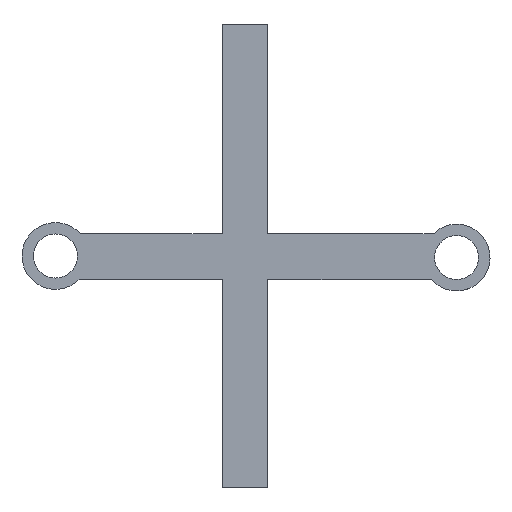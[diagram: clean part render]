
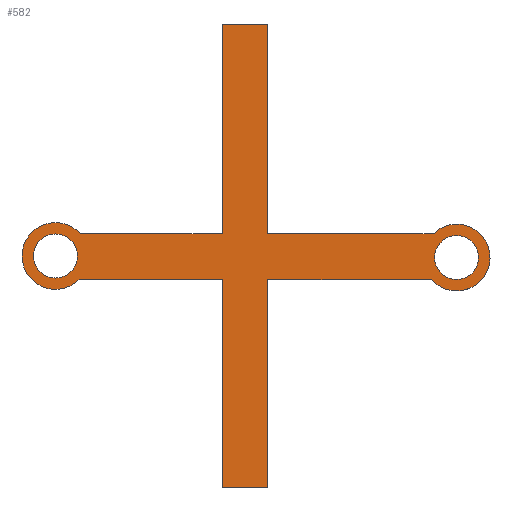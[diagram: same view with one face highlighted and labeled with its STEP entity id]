
A CAD part, top view. The second image highlights one B-rep face of the part: STEP entity #582.
In plain terms, the highlighted planar face has unit normal (0, 0, 1).
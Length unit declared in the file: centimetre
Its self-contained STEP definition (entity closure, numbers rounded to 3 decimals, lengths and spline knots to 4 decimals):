
#4 = CARTESIAN_POINT ( 'NONE',  ( 0.2679, -0.2679, 0.25 ) ) ;
#8 = DIRECTION ( 'NONE',  ( 1., 0., 0. ) ) ;
#14 = VERTEX_POINT ( 'NONE', #170 ) ;
#20 = CARTESIAN_POINT ( 'NONE',  ( 1.892, 2.6302, 0.25 ) ) ;
#21 = VERTEX_POINT ( 'NONE', #224 ) ;
#27 = ORIENTED_EDGE ( 'NONE', *, *, #418, .T. ) ;
#28 = CARTESIAN_POINT ( 'NONE',  ( -0.25, 0., 0.25 ) ) ;
#31 = DIRECTION ( 'NONE',  ( 0., 0., 1. ) ) ;
#38 = CARTESIAN_POINT ( 'NONE',  ( 4.2847, 0.25, 0.25 ) ) ;
#48 = EDGE_LOOP ( 'NONE', ( #649, #570, #671, #27, #98, #280, #214, #515, #310, #540, #374, #635, #503 ) ) ;
#53 = CARTESIAN_POINT ( 'NONE',  ( 4.8026, -0.0179, 0.25 ) ) ;
#65 = CARTESIAN_POINT ( 'NONE',  ( 2.4094, 2.6302, 0.25 ) ) ;
#66 = DIRECTION ( 'NONE',  ( 0., -1., 0. ) ) ;
#67 = VERTEX_POINT ( 'NONE', #509 ) ;
#72 = CARTESIAN_POINT ( 'NONE',  ( 1.892, 2.6302, 0.25 ) ) ;
#73 = CARTESIAN_POINT ( 'NONE',  ( 2.4094, 2.6302, 0.25 ) ) ;
#80 = CARTESIAN_POINT ( 'NONE',  ( 1.892, 2.6302, 0.25 ) ) ;
#83 = CARTESIAN_POINT ( 'NONE',  ( 0., 0., 0.25 ) ) ;
#85 = VERTEX_POINT ( 'NONE', #28 ) ;
#93 = EDGE_CURVE ( 'NONE', #428, #14, #619, .T. ) ;
#98 = ORIENTED_EDGE ( 'NONE', *, *, #413, .T. ) ;
#100 = VECTOR ( 'NONE', #8, 100. ) ;
#101 = CIRCLE ( 'NONE', #152, 0.25 ) ;
#103 = CARTESIAN_POINT ( 'NONE',  ( 1.892, 0.25, 0.25 ) ) ;
#104 = CIRCLE ( 'NONE', #439, 0.25 ) ;
#110 = DIRECTION ( 'NONE',  ( 0., 0., 1. ) ) ;
#111 = DIRECTION ( 'NONE',  ( 0., 1., 0. ) ) ;
#114 = DIRECTION ( 'NONE',  ( 1., 0., 0. ) ) ;
#115 = CARTESIAN_POINT ( 'NONE',  ( 4.2679, -0.2679, 0.25 ) ) ;
#116 = CARTESIAN_POINT ( 'NONE',  ( 0., 0., 0.25 ) ) ;
#119 = DIRECTION ( 'NONE',  ( 0., 1., 0. ) ) ;
#121 = CARTESIAN_POINT ( 'NONE',  ( 0., 0., 0.25 ) ) ;
#123 = DIRECTION ( 'NONE',  ( 1., 0., 0. ) ) ;
#124 = DIRECTION ( 'NONE',  ( 0., 0., 1. ) ) ;
#127 = FACE_BOUND ( 'NONE', #457, .T. ) ;
#131 = CIRCLE ( 'NONE', #211, 0.3789 ) ;
#132 = CARTESIAN_POINT ( 'NONE',  ( 0.2847, 0.25, 0.25 ) ) ;
#133 = EDGE_CURVE ( 'NONE', #21, #67, #336, .T. ) ;
#142 = VERTEX_POINT ( 'NONE', #451 ) ;
#147 = AXIS2_PLACEMENT_3D ( 'NONE', #297, #399, #123 ) ;
#150 = CARTESIAN_POINT ( 'NONE',  ( 4.5526, -0.0179, 0.25 ) ) ;
#151 = CIRCLE ( 'NONE', #288, 0.25 ) ;
#152 = AXIS2_PLACEMENT_3D ( 'NONE', #121, #335, #553 ) ;
#157 = EDGE_CURVE ( 'NONE', #67, #529, #658, .T. ) ;
#164 = LINE ( 'NONE', #73, #199 ) ;
#165 = CARTESIAN_POINT ( 'NONE',  ( 1.892, 2.6302, 0.25 ) ) ;
#166 = CARTESIAN_POINT ( 'NONE',  ( 1.892, -2.6302, 0.25 ) ) ;
#169 = DIRECTION ( 'NONE',  ( 1., 0., 0. ) ) ;
#170 = CARTESIAN_POINT ( 'NONE',  ( 0.2847, 0.25, 0.25 ) ) ;
#172 = CARTESIAN_POINT ( 'NONE',  ( 0.2847, 0.25, 0.25 ) ) ;
#176 = ORIENTED_EDGE ( 'NONE', *, *, #568, .F. ) ;
#187 = EDGE_CURVE ( 'NONE', #406, #654, #580, .T. ) ;
#190 = FACE_BOUND ( 'NONE', #386, .T. ) ;
#199 = VECTOR ( 'NONE', #119, 100. ) ;
#200 = AXIS2_PLACEMENT_3D ( 'NONE', #83, #31, #240 ) ;
#204 = VERTEX_POINT ( 'NONE', #115 ) ;
#205 = EDGE_CURVE ( 'NONE', #625, #428, #597, .T. ) ;
#208 = ORIENTED_EDGE ( 'NONE', *, *, #417, .F. ) ;
#211 = AXIS2_PLACEMENT_3D ( 'NONE', #150, #110, #169 ) ;
#214 = ORIENTED_EDGE ( 'NONE', *, *, #613, .T. ) ;
#224 = CARTESIAN_POINT ( 'NONE',  ( 1.892, -0.2679, 0.25 ) ) ;
#234 = VECTOR ( 'NONE', #602, 100. ) ;
#240 = DIRECTION ( 'NONE',  ( 1., 0., 0. ) ) ;
#247 = ORIENTED_EDGE ( 'NONE', *, *, #259, .F. ) ;
#253 = VECTOR ( 'NONE', #66, 100. ) ;
#254 = AXIS2_PLACEMENT_3D ( 'NONE', #338, #124, #114 ) ;
#256 = EDGE_CURVE ( 'NONE', #654, #21, #329, .T. ) ;
#259 = EDGE_CURVE ( 'NONE', #462, #429, #151, .T. ) ;
#261 = ORIENTED_EDGE ( 'NONE', *, *, #293, .F. ) ;
#263 = EDGE_CURVE ( 'NONE', #423, #142, #384, .T. ) ;
#268 = DIRECTION ( 'NONE',  ( 1., 0., 0. ) ) ;
#275 = CARTESIAN_POINT ( 'NONE',  ( -0.3789, 0., 0.25 ) ) ;
#280 = ORIENTED_EDGE ( 'NONE', *, *, #361, .T. ) ;
#282 = CARTESIAN_POINT ( 'NONE',  ( 4.3026, -0.0179, 0.25 ) ) ;
#284 = DIRECTION ( 'NONE',  ( 1., 0., 0. ) ) ;
#286 = LINE ( 'NONE', #443, #234 ) ;
#288 = AXIS2_PLACEMENT_3D ( 'NONE', #657, #547, #268 ) ;
#293 = EDGE_CURVE ( 'NONE', #85, #354, #101, .T. ) ;
#297 = CARTESIAN_POINT ( 'NONE',  ( 0., 0., 0.25 ) ) ;
#299 = VERTEX_POINT ( 'NONE', #372 ) ;
#310 = ORIENTED_EDGE ( 'NONE', *, *, #389, .T. ) ;
#312 = VECTOR ( 'NONE', #660, 100. ) ;
#326 = CARTESIAN_POINT ( 'NONE',  ( 2.4094, 0.25, 0.25 ) ) ;
#329 = LINE ( 'NONE', #4, #100 ) ;
#330 = DIRECTION ( 'NONE',  ( 0., 0., 1. ) ) ;
#335 = DIRECTION ( 'NONE',  ( 0., 0., 1. ) ) ;
#336 = LINE ( 'NONE', #80, #253 ) ;
#338 = CARTESIAN_POINT ( 'NONE',  ( 4.5526, -0.0179, 0.25 ) ) ;
#342 = PLANE ( 'NONE',  #200 ) ;
#347 = CARTESIAN_POINT ( 'NONE',  ( 2.4094, -2.6302, 0.25 ) ) ;
#354 = VERTEX_POINT ( 'NONE', #586 ) ;
#361 = EDGE_CURVE ( 'NONE', #204, #495, #131, .T. ) ;
#372 = CARTESIAN_POINT ( 'NONE',  ( 2.4094, -0.2679, 0.25 ) ) ;
#374 = ORIENTED_EDGE ( 'NONE', *, *, #93, .T. ) ;
#384 = LINE ( 'NONE', #65, #416 ) ;
#385 = DIRECTION ( 'NONE',  ( 1., 0., 0. ) ) ;
#386 = EDGE_LOOP ( 'NONE', ( #261, #176 ) ) ;
#389 = EDGE_CURVE ( 'NONE', #142, #625, #595, .T. ) ;
#399 = DIRECTION ( 'NONE',  ( 0., 0., 1. ) ) ;
#400 = FACE_OUTER_BOUND ( 'NONE', #48, .T. ) ;
#406 = VERTEX_POINT ( 'NONE', #275 ) ;
#413 = EDGE_CURVE ( 'NONE', #299, #204, #286, .T. ) ;
#414 = CARTESIAN_POINT ( 'NONE',  ( 0., 0., 0.25 ) ) ;
#416 = VECTOR ( 'NONE', #111, 100. ) ;
#417 = EDGE_CURVE ( 'NONE', #429, #462, #502, .T. ) ;
#418 = EDGE_CURVE ( 'NONE', #529, #299, #164, .T. ) ;
#423 = VERTEX_POINT ( 'NONE', #326 ) ;
#428 = VERTEX_POINT ( 'NONE', #103 ) ;
#429 = VERTEX_POINT ( 'NONE', #53 ) ;
#436 = CIRCLE ( 'NONE', #147, 0.3789 ) ;
#439 = AXIS2_PLACEMENT_3D ( 'NONE', #414, #506, #466 ) ;
#443 = CARTESIAN_POINT ( 'NONE',  ( 0.2679, -0.2679, 0.25 ) ) ;
#449 = VECTOR ( 'NONE', #604, 100. ) ;
#451 = CARTESIAN_POINT ( 'NONE',  ( 2.4094, 2.6302, 0.25 ) ) ;
#457 = EDGE_LOOP ( 'NONE', ( #247, #208 ) ) ;
#462 = VERTEX_POINT ( 'NONE', #282 ) ;
#465 = CARTESIAN_POINT ( 'NONE',  ( 0.2679, -0.2679, 0.25 ) ) ;
#466 = DIRECTION ( 'NONE',  ( 1., 0., 0. ) ) ;
#469 = AXIS2_PLACEMENT_3D ( 'NONE', #116, #330, #284 ) ;
#495 = VERTEX_POINT ( 'NONE', #38 ) ;
#502 = CIRCLE ( 'NONE', #254, 0.25 ) ;
#503 = ORIENTED_EDGE ( 'NONE', *, *, #187, .T. ) ;
#506 = DIRECTION ( 'NONE',  ( 0., 0., 1. ) ) ;
#509 = CARTESIAN_POINT ( 'NONE',  ( 1.892, -2.6302, 0.25 ) ) ;
#515 = ORIENTED_EDGE ( 'NONE', *, *, #263, .T. ) ;
#529 = VERTEX_POINT ( 'NONE', #347 ) ;
#540 = ORIENTED_EDGE ( 'NONE', *, *, #205, .T. ) ;
#547 = DIRECTION ( 'NONE',  ( 0., 0., 1. ) ) ;
#553 = DIRECTION ( 'NONE',  ( 1., 0., 0. ) ) ;
#568 = EDGE_CURVE ( 'NONE', #354, #85, #104, .T. ) ;
#570 = ORIENTED_EDGE ( 'NONE', *, *, #133, .T. ) ;
#580 = CIRCLE ( 'NONE', #469, 0.3789 ) ;
#582 = ADVANCED_FACE ( 'NONE', ( #400, #190, #127 ), #342, .T. ) ;
#586 = CARTESIAN_POINT ( 'NONE',  ( 0.25, 0., 0.25 ) ) ;
#589 = VECTOR ( 'NONE', #615, 100. ) ;
#595 = LINE ( 'NONE', #20, #312 ) ;
#597 = LINE ( 'NONE', #165, #449 ) ;
#598 = DIRECTION ( 'NONE',  ( -1., 0., 0. ) ) ;
#602 = DIRECTION ( 'NONE',  ( 1., 0., 0. ) ) ;
#604 = DIRECTION ( 'NONE',  ( 0., -1., 0. ) ) ;
#613 = EDGE_CURVE ( 'NONE', #495, #423, #616, .T. ) ;
#615 = DIRECTION ( 'NONE',  ( -1., 0., 0. ) ) ;
#616 = LINE ( 'NONE', #132, #589 ) ;
#619 = LINE ( 'NONE', #172, #682 ) ;
#625 = VERTEX_POINT ( 'NONE', #72 ) ;
#627 = VECTOR ( 'NONE', #385, 100. ) ;
#635 = ORIENTED_EDGE ( 'NONE', *, *, #666, .T. ) ;
#649 = ORIENTED_EDGE ( 'NONE', *, *, #256, .T. ) ;
#654 = VERTEX_POINT ( 'NONE', #465 ) ;
#657 = CARTESIAN_POINT ( 'NONE',  ( 4.5526, -0.0179, 0.25 ) ) ;
#658 = LINE ( 'NONE', #166, #627 ) ;
#660 = DIRECTION ( 'NONE',  ( -1., 0., 0. ) ) ;
#666 = EDGE_CURVE ( 'NONE', #14, #406, #436, .T. ) ;
#671 = ORIENTED_EDGE ( 'NONE', *, *, #157, .T. ) ;
#682 = VECTOR ( 'NONE', #598, 100. ) ;
